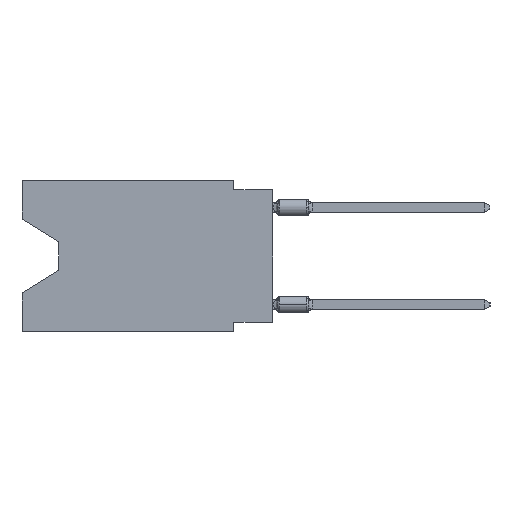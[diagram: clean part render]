
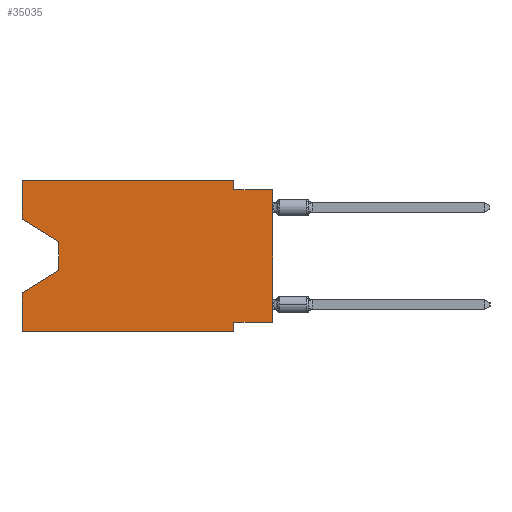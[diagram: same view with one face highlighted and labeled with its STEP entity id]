
A CAD part, left-side view. The second image highlights one B-rep face of the part: STEP entity #35035.
In plain terms, the highlighted planar face has unit normal (-1, 0, 0).
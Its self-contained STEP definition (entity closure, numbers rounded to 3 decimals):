
#740 = LINE ( 'NONE', #31859, #21649 ) ;
#1018 = EDGE_CURVE ( 'NONE', #7481, #21516, #33423, .T. ) ;
#1123 = DIRECTION ( 'NONE',  ( 1., 0., 0. ) ) ;
#2165 = ORIENTED_EDGE ( 'NONE', *, *, #32942, .T. ) ;
#2461 = LINE ( 'NONE', #2843, #35501 ) ;
#2843 = CARTESIAN_POINT ( 'NONE',  ( 0., 0., -0.635 ) ) ;
#3468 = VERTEX_POINT ( 'NONE', #30406 ) ;
#3785 = DIRECTION ( 'NONE',  ( 0., -1., 0. ) ) ;
#3868 = CARTESIAN_POINT ( 'NONE',  ( 0., 0., -9.271 ) ) ;
#3952 = EDGE_CURVE ( 'NONE', #13717, #24673, #20479, .T. ) ;
#4112 = EDGE_CURVE ( 'NONE', #9258, #3468, #15237, .T. ) ;
#4540 = CARTESIAN_POINT ( 'NONE',  ( 0., 16.383, 0. ) ) ;
#5298 = VECTOR ( 'NONE', #17850, 1000. ) ;
#6154 = EDGE_CURVE ( 'NONE', #21516, #7770, #33937, .T. ) ;
#6864 = ORIENTED_EDGE ( 'NONE', *, *, #20763, .F. ) ;
#7416 = VERTEX_POINT ( 'NONE', #3868 ) ;
#7481 = VERTEX_POINT ( 'NONE', #22316 ) ;
#7770 = VERTEX_POINT ( 'NONE', #29342 ) ;
#8100 = ORIENTED_EDGE ( 'NONE', *, *, #3952, .T. ) ;
#8173 = EDGE_CURVE ( 'NONE', #23350, #17501, #17932, .T. ) ;
#8245 = CARTESIAN_POINT ( 'NONE',  ( 0., 16.383, -2.546 ) ) ;
#8488 = LINE ( 'NONE', #11467, #9770 ) ;
#8699 = VECTOR ( 'NONE', #32065, 1000. ) ;
#9210 = CARTESIAN_POINT ( 'NONE',  ( 0., 16.383, -9.906 ) ) ;
#9258 = VERTEX_POINT ( 'NONE', #8245 ) ;
#9411 = VERTEX_POINT ( 'NONE', #20162 ) ;
#9770 = VECTOR ( 'NONE', #22489, 1000. ) ;
#10115 = DIRECTION ( 'NONE',  ( 0., 0., 1. ) ) ;
#10261 = DIRECTION ( 'NONE',  ( 0., 0., 1. ) ) ;
#10603 = ORIENTED_EDGE ( 'NONE', *, *, #8173, .T. ) ;
#11467 = CARTESIAN_POINT ( 'NONE',  ( 0., 13.97, -4.013 ) ) ;
#12051 = CARTESIAN_POINT ( 'NONE',  ( 0., 2.54, 0. ) ) ;
#12912 = LINE ( 'NONE', #4540, #19988 ) ;
#13717 = VERTEX_POINT ( 'NONE', #25015 ) ;
#14282 = CARTESIAN_POINT ( 'NONE',  ( 0., 16.383, -7.36 ) ) ;
#14383 = DIRECTION ( 'NONE',  ( 0., 0., -1. ) ) ;
#14410 = ORIENTED_EDGE ( 'NONE', *, *, #4112, .T. ) ;
#14929 = VERTEX_POINT ( 'NONE', #27137 ) ;
#15237 = LINE ( 'NONE', #26424, #5298 ) ;
#15289 = DIRECTION ( 'NONE',  ( 0., 0., -1. ) ) ;
#15523 = EDGE_CURVE ( 'NONE', #14929, #17501, #740, .T. ) ;
#15803 = ORIENTED_EDGE ( 'NONE', *, *, #34834, .T. ) ;
#16107 = DIRECTION ( 'NONE',  ( 0., -1., 0. ) ) ;
#16731 = ORIENTED_EDGE ( 'NONE', *, *, #34939, .F. ) ;
#17182 = CARTESIAN_POINT ( 'NONE',  ( 0., 2.54, 0. ) ) ;
#17501 = VERTEX_POINT ( 'NONE', #18147 ) ;
#17518 = DIRECTION ( 'NONE',  ( 0., 0., -1. ) ) ;
#17646 = ORIENTED_EDGE ( 'NONE', *, *, #35948, .F. ) ;
#17659 = VECTOR ( 'NONE', #3785, 1000. ) ;
#17850 = DIRECTION ( 'NONE',  ( 0., -0.855, -0.519 ) ) ;
#17932 = LINE ( 'NONE', #35427, #17659 ) ;
#18081 = LINE ( 'NONE', #20532, #31908 ) ;
#18147 = CARTESIAN_POINT ( 'NONE',  ( 0., 2.54, -9.906 ) ) ;
#18633 = FACE_OUTER_BOUND ( 'NONE', #27345, .T. ) ;
#18651 = LINE ( 'NONE', #35764, #23418 ) ;
#18829 = CARTESIAN_POINT ( 'NONE',  ( 0., 16.383, 0. ) ) ;
#18915 = CARTESIAN_POINT ( 'NONE',  ( 0., 16.383, 0. ) ) ;
#19437 = DIRECTION ( 'NONE',  ( 0., -1., 0. ) ) ;
#19740 = DIRECTION ( 'NONE',  ( 0., 0.855, -0.519 ) ) ;
#19988 = VECTOR ( 'NONE', #10115, 1000. ) ;
#20162 = CARTESIAN_POINT ( 'NONE',  ( 0., 0., -0.635 ) ) ;
#20479 = LINE ( 'NONE', #26073, #35609 ) ;
#20532 = CARTESIAN_POINT ( 'NONE',  ( 0., 0., -9.271 ) ) ;
#20763 = EDGE_CURVE ( 'NONE', #23350, #24673, #12912, .T. ) ;
#21516 = VERTEX_POINT ( 'NONE', #12051 ) ;
#21649 = VECTOR ( 'NONE', #17518, 1000. ) ;
#22316 = CARTESIAN_POINT ( 'NONE',  ( 0., 16.383, 0. ) ) ;
#22489 = DIRECTION ( 'NONE',  ( 0., 0., -1. ) ) ;
#23148 = LINE ( 'NONE', #31516, #8699 ) ;
#23350 = VERTEX_POINT ( 'NONE', #9210 ) ;
#23418 = VECTOR ( 'NONE', #10261, 1000. ) ;
#23516 = DIRECTION ( 'NONE',  ( 0., 1., 0. ) ) ;
#24673 = VERTEX_POINT ( 'NONE', #14282 ) ;
#25015 = CARTESIAN_POINT ( 'NONE',  ( 0., 13.97, -5.893 ) ) ;
#25233 = ORIENTED_EDGE ( 'NONE', *, *, #15523, .F. ) ;
#25385 = AXIS2_PLACEMENT_3D ( 'NONE', #18829, #1123, #15289 ) ;
#26073 = CARTESIAN_POINT ( 'NONE',  ( 0., 13.97, -5.893 ) ) ;
#26424 = CARTESIAN_POINT ( 'NONE',  ( 0., 16.383, -2.546 ) ) ;
#27137 = CARTESIAN_POINT ( 'NONE',  ( 0., 2.54, -9.271 ) ) ;
#27345 = EDGE_LOOP ( 'NONE', ( #14410, #2165, #8100, #6864, #10603, #25233, #16731, #15803, #17646, #29650, #28865, #34546 ) ) ;
#27828 = VECTOR ( 'NONE', #16107, 1000. ) ;
#28865 = ORIENTED_EDGE ( 'NONE', *, *, #1018, .F. ) ;
#29342 = CARTESIAN_POINT ( 'NONE',  ( 0., 2.54, -0.635 ) ) ;
#29650 = ORIENTED_EDGE ( 'NONE', *, *, #6154, .F. ) ;
#30406 = CARTESIAN_POINT ( 'NONE',  ( 0., 13.97, -4.013 ) ) ;
#31516 = CARTESIAN_POINT ( 'NONE',  ( 0., 0., 0. ) ) ;
#31859 = CARTESIAN_POINT ( 'NONE',  ( 0., 2.54, -9.906 ) ) ;
#31897 = EDGE_CURVE ( 'NONE', #9258, #7481, #18651, .T. ) ;
#31908 = VECTOR ( 'NONE', #23516, 1000. ) ;
#32065 = DIRECTION ( 'NONE',  ( 0., 0., 1. ) ) ;
#32942 = EDGE_CURVE ( 'NONE', #3468, #13717, #8488, .T. ) ;
#32979 = PLANE ( 'NONE',  #25385 ) ;
#33113 = VECTOR ( 'NONE', #14383, 1000. ) ;
#33423 = LINE ( 'NONE', #18915, #27828 ) ;
#33937 = LINE ( 'NONE', #17182, #33113 ) ;
#34546 = ORIENTED_EDGE ( 'NONE', *, *, #31897, .F. ) ;
#34834 = EDGE_CURVE ( 'NONE', #7416, #9411, #23148, .T. ) ;
#34939 = EDGE_CURVE ( 'NONE', #7416, #14929, #18081, .T. ) ;
#35035 = ADVANCED_FACE ( 'NONE', ( #18633 ), #32979, .F. ) ;
#35427 = CARTESIAN_POINT ( 'NONE',  ( 0., 16.383, -9.906 ) ) ;
#35501 = VECTOR ( 'NONE', #19437, 1000. ) ;
#35609 = VECTOR ( 'NONE', #19740, 1000. ) ;
#35764 = CARTESIAN_POINT ( 'NONE',  ( 0., 16.383, 0. ) ) ;
#35948 = EDGE_CURVE ( 'NONE', #7770, #9411, #2461, .T. ) ;
